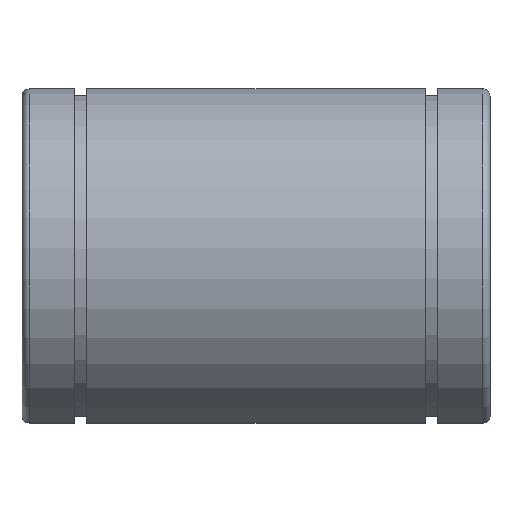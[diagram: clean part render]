
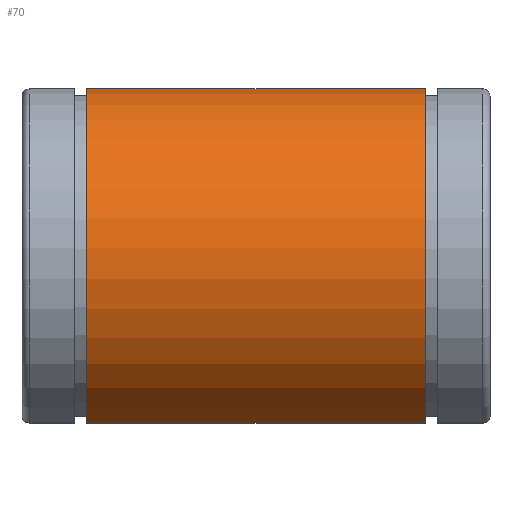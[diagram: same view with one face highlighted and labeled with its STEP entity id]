
A CAD part, top view. The second image highlights one B-rep face of the part: STEP entity #70.
In plain terms, the highlighted cylindrical face has radius 37.5 mm (diameter 75 mm), a partial arc.
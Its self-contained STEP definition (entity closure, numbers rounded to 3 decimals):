
#70 = ADVANCED_FACE( '', ( #141, #142 ), #143, .T. );
#141 = FACE_OUTER_BOUND( '', #210, .T. );
#142 = FACE_BOUND( '', #211, .T. );
#143 = CYLINDRICAL_SURFACE( '', #212, 37.5 );
#210 = EDGE_LOOP( '', ( #359, #360, #361, #362 ) );
#211 = EDGE_LOOP( '', ( #363 ) );
#212 = AXIS2_PLACEMENT_3D( '', #364, #365, #366 );
#359 = ORIENTED_EDGE( '', *, *, #432, .T. );
#360 = ORIENTED_EDGE( '', *, *, #454, .T. );
#361 = ORIENTED_EDGE( '', *, *, #415, .F. );
#362 = ORIENTED_EDGE( '', *, *, #467, .T. );
#363 = ORIENTED_EDGE( '', *, *, #446, .T. );
#364 = CARTESIAN_POINT( '', ( 100., 0., 0. ) );
#365 = DIRECTION( '', ( -1., 0., 0. ) );
#366 = DIRECTION( '', ( 0., 0., -1. ) );
#415 = EDGE_CURVE( '', #486, #488, #489, .T. );
#432 = EDGE_CURVE( '', #516, #517, #518, .T. );
#446 = EDGE_CURVE( '', #540, #540, #541, .T. );
#454 = EDGE_CURVE( '', #517, #488, #553, .T. );
#467 = EDGE_CURVE( '', #486, #516, #569, .F. );
#486 = VERTEX_POINT( '', #590 );
#488 = VERTEX_POINT( '', #593 );
#489 = CIRCLE( '', #594, 37.5 );
#516 = VERTEX_POINT( '', #652 );
#517 = VERTEX_POINT( '', #653 );
#518 = CIRCLE( '', #654, 37.5 );
#540 = VERTEX_POINT( '', #730 );
#541 = B_SPLINE_CURVE_WITH_KNOTS( '', 3, ( #731, #732, #733, #734, #735, #736, #737, #738, #739, #740, #741, #742, #743, #744, #745, #746, #747, #748, #749, #750, #751, #752, #753, #754, #755, #756, #757, #758, #759, #760, #761, #762, #763, #764, #765, #766, #767, #768, #769, #770, #771, #772, #773, #774, #775, #776, #777, #778, #779, #780 ), .UNSPECIFIED., .T., .F., ( 2, 2, 2, 2, 2, 2, 2, 2, 2, 2, 2, 2, 2, 2, 2, 2, 2, 2, 2, 2, 2, 2, 2, 2, 2, 2, 2 ), ( -0.001, 0., 0., 0.001, 0.001, 0.001, 0.002, 0.002, 0.003, 0.003, 0.003, 0.004, 0.004, 0.004, 0.005, 0.005, 0.006, 0.006, 0.006, 0.007, 0.007, 0.008, 0.008, 0.008, 0.009, 0.009, 0.01 ), .UNSPECIFIED. );
#553 = LINE( '', #809, #810 );
#569 = LINE( '', #833, #834 );
#590 = CARTESIAN_POINT( '', ( 86.15, -34.017, -15.783 ) );
#593 = CARTESIAN_POINT( '', ( 86.15, -34.017, 15.783 ) );
#594 = AXIS2_PLACEMENT_3D( '', #871, #872, #873 );
#652 = CARTESIAN_POINT( '', ( 13.85, -34.017, -15.783 ) );
#653 = CARTESIAN_POINT( '', ( 13.85, -34.017, 15.783 ) );
#654 = AXIS2_PLACEMENT_3D( '', #894, #895, #896 );
#730 = CARTESIAN_POINT( '', ( 48.5, 2.5, -37.417 ) );
#731 = CARTESIAN_POINT( '', ( 48.5, 2.698, -37.403 ) );
#732 = CARTESIAN_POINT( '', ( 48.5, 2.401, -37.423 ) );
#733 = CARTESIAN_POINT( '', ( 48.51, 2.304, -37.429 ) );
#734 = CARTESIAN_POINT( '', ( 48.548, 2.112, -37.441 ) );
#735 = CARTESIAN_POINT( '', ( 48.577, 2.017, -37.446 ) );
#736 = CARTESIAN_POINT( '', ( 48.652, 1.835, -37.455 ) );
#737 = CARTESIAN_POINT( '', ( 48.698, 1.749, -37.459 ) );
#738 = CARTESIAN_POINT( '', ( 48.807, 1.586, -37.467 ) );
#739 = CARTESIAN_POINT( '', ( 48.87, 1.508, -37.47 ) );
#740 = CARTESIAN_POINT( '', ( 49.078, 1.301, -37.478 ) );
#741 = CARTESIAN_POINT( '', ( 49.246, 1.189, -37.481 ) );
#742 = CARTESIAN_POINT( '', ( 49.607, 1.039, -37.486 ) );
#743 = CARTESIAN_POINT( '', ( 49.805, 1., -37.487 ) );
#744 = CARTESIAN_POINT( '', ( 50.098, 1., -37.487 ) );
#745 = CARTESIAN_POINT( '', ( 50.198, 1.01, -37.486 ) );
#746 = CARTESIAN_POINT( '', ( 50.391, 1.048, -37.485 ) );
#747 = CARTESIAN_POINT( '', ( 50.484, 1.077, -37.485 ) );
#748 = CARTESIAN_POINT( '', ( 50.666, 1.152, -37.482 ) );
#749 = CARTESIAN_POINT( '', ( 50.754, 1.199, -37.481 ) );
#750 = CARTESIAN_POINT( '', ( 50.916, 1.308, -37.477 ) );
#751 = CARTESIAN_POINT( '', ( 50.992, 1.371, -37.475 ) );
#752 = CARTESIAN_POINT( '', ( 51.202, 1.581, -37.467 ) );
#753 = CARTESIAN_POINT( '', ( 51.312, 1.746, -37.46 ) );
#754 = CARTESIAN_POINT( '', ( 51.424, 2.019, -37.446 ) );
#755 = CARTESIAN_POINT( '', ( 51.452, 2.113, -37.441 ) );
#756 = CARTESIAN_POINT( '', ( 51.49, 2.305, -37.429 ) );
#757 = CARTESIAN_POINT( '', ( 51.5, 2.404, -37.423 ) );
#758 = CARTESIAN_POINT( '', ( 51.5, 2.698, -37.403 ) );
#759 = CARTESIAN_POINT( '', ( 51.46, 2.895, -37.389 ) );
#760 = CARTESIAN_POINT( '', ( 51.311, 3.255, -37.359 ) );
#761 = CARTESIAN_POINT( '', ( 51.199, 3.422, -37.344 ) );
#762 = CARTESIAN_POINT( '', ( 50.992, 3.629, -37.324 ) );
#763 = CARTESIAN_POINT( '', ( 50.915, 3.693, -37.318 ) );
#764 = CARTESIAN_POINT( '', ( 50.752, 3.802, -37.307 ) );
#765 = CARTESIAN_POINT( '', ( 50.666, 3.848, -37.302 ) );
#766 = CARTESIAN_POINT( '', ( 50.484, 3.923, -37.294 ) );
#767 = CARTESIAN_POINT( '', ( 50.389, 3.952, -37.291 ) );
#768 = CARTESIAN_POINT( '', ( 50.197, 3.99, -37.287 ) );
#769 = CARTESIAN_POINT( '', ( 50.099, 4., -37.286 ) );
#770 = CARTESIAN_POINT( '', ( 49.802, 4., -37.286 ) );
#771 = CARTESIAN_POINT( '', ( 49.607, 3.961, -37.29 ) );
#772 = CARTESIAN_POINT( '', ( 49.334, 3.848, -37.302 ) );
#773 = CARTESIAN_POINT( '', ( 49.248, 3.802, -37.307 ) );
#774 = CARTESIAN_POINT( '', ( 49.085, 3.693, -37.318 ) );
#775 = CARTESIAN_POINT( '', ( 49.008, 3.629, -37.324 ) );
#776 = CARTESIAN_POINT( '', ( 48.801, 3.422, -37.344 ) );
#777 = CARTESIAN_POINT( '', ( 48.689, 3.255, -37.359 ) );
#778 = CARTESIAN_POINT( '', ( 48.54, 2.895, -37.389 ) );
#779 = CARTESIAN_POINT( '', ( 48.5, 2.698, -37.403 ) );
#780 = CARTESIAN_POINT( '', ( 48.5, 2.401, -37.423 ) );
#809 = CARTESIAN_POINT( '', ( 100., -34.017, 15.783 ) );
#810 = VECTOR( '', #918, 1000. );
#833 = CARTESIAN_POINT( '', ( 100., -34.017, -15.783 ) );
#834 = VECTOR( '', #932, 1000. );
#871 = CARTESIAN_POINT( '', ( 86.15, 0., 0. ) );
#872 = DIRECTION( '', ( 1., 0., 0. ) );
#873 = DIRECTION( '', ( 0., 0., -1. ) );
#894 = CARTESIAN_POINT( '', ( 13.85, 0., 0. ) );
#895 = DIRECTION( '', ( 1., 0., 0. ) );
#896 = DIRECTION( '', ( 0., 0., -1. ) );
#918 = DIRECTION( '', ( 1., 0., 0. ) );
#932 = DIRECTION( '', ( 1., 0., 0. ) );
